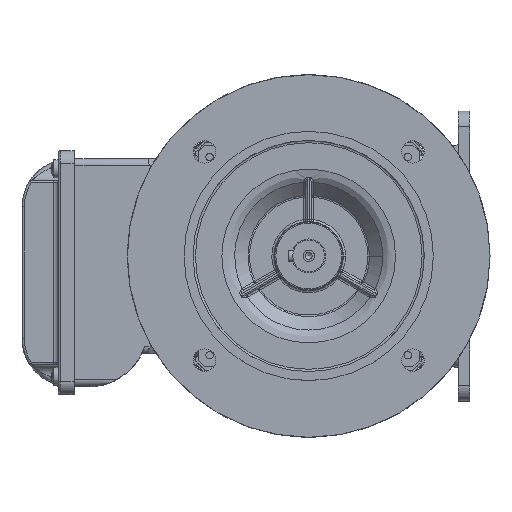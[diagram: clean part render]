
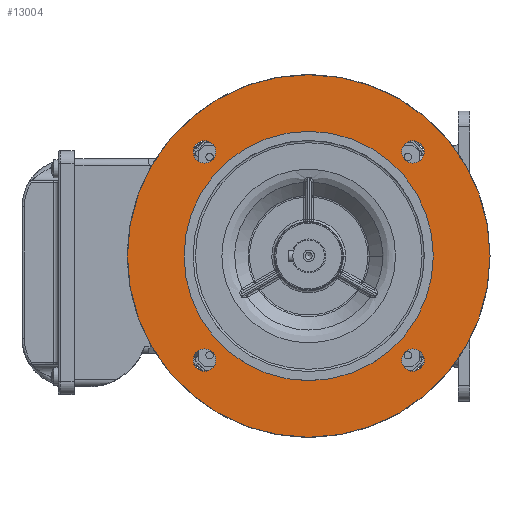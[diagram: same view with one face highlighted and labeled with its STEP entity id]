
A CAD part, top view. The second image highlights one B-rep face of the part: STEP entity #13004.
In plain terms, the highlighted planar face has unit normal (0, 0, 1).
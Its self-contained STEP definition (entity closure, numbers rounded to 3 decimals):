
#6292=FACE_BOUND('',#20492,.T.);
#6293=FACE_BOUND('',#20493,.T.);
#6294=FACE_BOUND('',#20494,.T.);
#6295=FACE_BOUND('',#20495,.T.);
#6296=FACE_BOUND('',#20496,.T.);
#6297=FACE_BOUND('',#20497,.T.);
#7749=CIRCLE('',#60152,5.);
#7818=CIRCLE('',#60251,5.);
#7883=CIRCLE('',#60351,5.);
#7989=CIRCLE('',#60501,5.);
#7990=CIRCLE('',#60503,80.);
#8010=CIRCLE('',#60562,55.);
#13004=ADVANCED_FACE('',(#6292,#6293,#6294,#6295,#6296,#6297),#14524,.T.);
#14524=PLANE('',#60564);
#20492=EDGE_LOOP('',(#34862));
#20493=EDGE_LOOP('',(#34863));
#20494=EDGE_LOOP('',(#34864));
#20495=EDGE_LOOP('',(#34865));
#20496=EDGE_LOOP('',(#34866));
#20497=EDGE_LOOP('',(#34867));
#34862=ORIENTED_EDGE('',*,*,#48324,.F.);
#34863=ORIENTED_EDGE('',*,*,#48718,.F.);
#34864=ORIENTED_EDGE('',*,*,#48719,.T.);
#34865=ORIENTED_EDGE('',*,*,#48806,.F.);
#34866=ORIENTED_EDGE('',*,*,#48472,.F.);
#34867=ORIENTED_EDGE('',*,*,#48169,.F.);
#40843=VERTEX_POINT('',#108813);
#40940=VERTEX_POINT('',#109978);
#41038=VERTEX_POINT('',#110886);
#41180=VERTEX_POINT('',#112787);
#41181=VERTEX_POINT('',#112790);
#41225=VERTEX_POINT('',#113481);
#48169=EDGE_CURVE('',#40843,#40843,#7749,.T.);
#48324=EDGE_CURVE('',#40940,#40940,#7818,.T.);
#48472=EDGE_CURVE('',#41038,#41038,#7883,.T.);
#48718=EDGE_CURVE('',#41180,#41180,#7989,.T.);
#48719=EDGE_CURVE('',#41181,#41181,#7990,.T.);
#48806=EDGE_CURVE('',#41225,#41225,#8010,.T.);
#60152=AXIS2_PLACEMENT_3D('',#108812,#70959,#70960);
#60251=AXIS2_PLACEMENT_3D('',#109977,#71196,#71197);
#60351=AXIS2_PLACEMENT_3D('',#110885,#71439,#71440);
#60501=AXIS2_PLACEMENT_3D('',#112786,#71799,#71800);
#60503=AXIS2_PLACEMENT_3D('',#112789,#71803,#71804);
#60562=AXIS2_PLACEMENT_3D('',#113480,#71950,#71951);
#60564=AXIS2_PLACEMENT_3D('',#113483,#71954,#71955);
#70959=DIRECTION('',(0.,0.,1.));
#70960=DIRECTION('',(1.,0.,0.));
#71196=DIRECTION('',(0.,0.,1.));
#71197=DIRECTION('',(1.,0.,0.));
#71439=DIRECTION('',(0.,0.,1.));
#71440=DIRECTION('',(1.,0.,0.));
#71799=DIRECTION('',(0.,0.,1.));
#71800=DIRECTION('',(1.,0.,0.));
#71803=DIRECTION('',(0.,0.,1.));
#71804=DIRECTION('',(1.,0.,0.));
#71950=DIRECTION('',(0.,0.,1.));
#71951=DIRECTION('',(-1.,0.,0.));
#71954=DIRECTION('',(0.,0.,1.));
#71955=DIRECTION('',(1.,0.,0.));
#108812=CARTESIAN_POINT('',(-45.733,47.996,45.));
#108813=CARTESIAN_POINT('',(-40.733,47.996,45.));
#109977=CARTESIAN_POINT('',(46.19,-43.928,45.));
#109978=CARTESIAN_POINT('',(51.19,-43.928,45.));
#110885=CARTESIAN_POINT('',(46.19,47.996,45.));
#110886=CARTESIAN_POINT('',(51.19,47.996,45.));
#112786=CARTESIAN_POINT('',(-45.733,-43.928,45.));
#112787=CARTESIAN_POINT('',(-40.733,-43.928,45.));
#112789=CARTESIAN_POINT('',(0.229,2.034,45.));
#112790=CARTESIAN_POINT('',(80.229,2.034,45.));
#113480=CARTESIAN_POINT('',(0.229,2.034,45.));
#113481=CARTESIAN_POINT('',(-54.771,2.034,45.));
#113483=CARTESIAN_POINT('',(0.229,2.034,45.));
